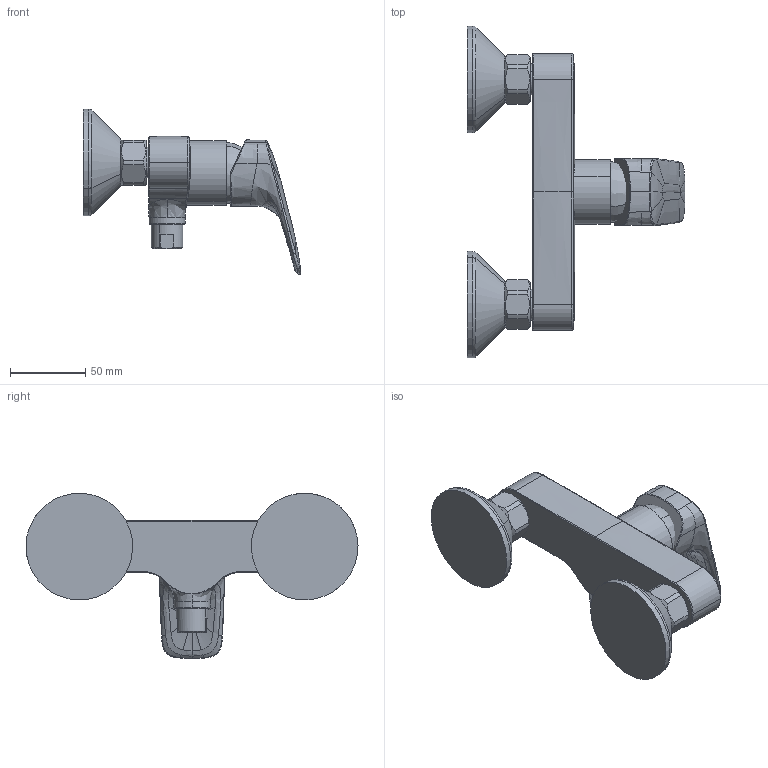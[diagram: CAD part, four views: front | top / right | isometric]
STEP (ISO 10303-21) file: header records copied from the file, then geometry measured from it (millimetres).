
FILE_DESCRIPTION(('CAx-IF Rec.Pracs.---Model Styling and Organization---1.2---2011-12-15','CAx-IF Rec.Pracs.---Geometric and Assembly Validation Properties---4.1---2014-06-16','CAx-IF Rec.Pracs.---PMI Polyline Presentation---2.0---2013-05-24'),'2;1');
FILE_NAME('1000080997_PPR_000.stp','2020-05-11T13:48:30+02:00',(''),(''),'STEP Interface 4.3 by CT CoreTechnologie','3D_Evolution4.3 by CT CoreTechnologie','');
FILE_SCHEMA(('AP203_CONFIGURATION_CONTROLLED_3D_DESIGN_OF_MECHANICAL_PARTS_AND_ASSEMBLIES_MIM_LF'));
Length unit declared in the file: millimetre
Products named in the file (13): P_2 HG Focus Square DAP 1000080997_PPR_000_A2; P_2 GK_DAPM_Talis E 2 1000081000_PPA_000_A0; P_2 AP-Spannschraube Talis E 1000080864_PPA_000_A0; P_2 Kappe Metropol S 1000074560_PPA_000_A0; P_2 Griff_M35_Focus_Square (R02) 1000080638_PPA_000_A2; HG Griffstopfen 1000024783_PPA_000_A1; P_2 AP-Schraubnippel 1000089527_PPA_000_A0; P_2 Überwurfmutter_G3_4 1000080866_PPA_000_A0; P_2 Rosette 1000080867_PPA_000_A0; P_2 ZUS_Schlauchanschluss mit RV 1000080903_PPR_000_A0; P_2 Rueckflussverhinderer RV  CV15_DN10 1000080909_PPR_000_A0; P_2 Fuehrungshuelse RV DW15_DN10 1000080908_PPA_000_A0; Schlauchanschluß DAP 1000008787_PPA_000_A1
Assembly tree (15 placements, depth 4):
  P_2 HG Focus Square DAP 1000080997_PPR_000_A2
    P_2 GK_DAPM_Talis E 2 1000081000_PPA_000_A0
    P_2 AP-Spannschraube Talis E 1000080864_PPA_000_A0
    P_2 Kappe Metropol S 1000074560_PPA_000_A0
    P_2 Griff_M35_Focus_Square (R02) 1000080638_PPA_000_A2
    HG Griffstopfen 1000024783_PPA_000_A1
    P_2 AP-Schraubnippel 1000089527_PPA_000_A0  x2
    P_2 Überwurfmutter_G3_4 1000080866_PPA_000_A0  x2
    P_2 Rosette 1000080867_PPA_000_A0  x2
    P_2 ZUS_Schlauchanschluss mit RV 1000080903_PPR_000_A0
      P_2 Rueckflussverhinderer RV  CV15_DN10 1000080909_PPR_000_A0
        P_2 Fuehrungshuelse RV DW15_DN10 1000080908_PPA_000_A0
      Schlauchanschluß DAP 1000008787_PPA_000_A1
Bounding box: 144.88 x 220.98 x 110.17 mm (x, y, z)
Volume: 449940.2 mm3; surface area: 80522.2 mm2
Topology: 13 solids, 13 shells, 320 faces, 730 edges, 447 vertices
Faces by surface type: bspline 170, cylinder 87, plane 63
Entity records: 25866 total; most frequent: CARTESIAN_POINT 15845, ORIENTED_EDGE 1298, DIRECTION 1006, EDGE_CURVE 649, AXIS2_PLACEMENT_3D 417, VERTEX_POINT 397, EDGE_LOOP 306, FACE_OUTER_BOUND 284
